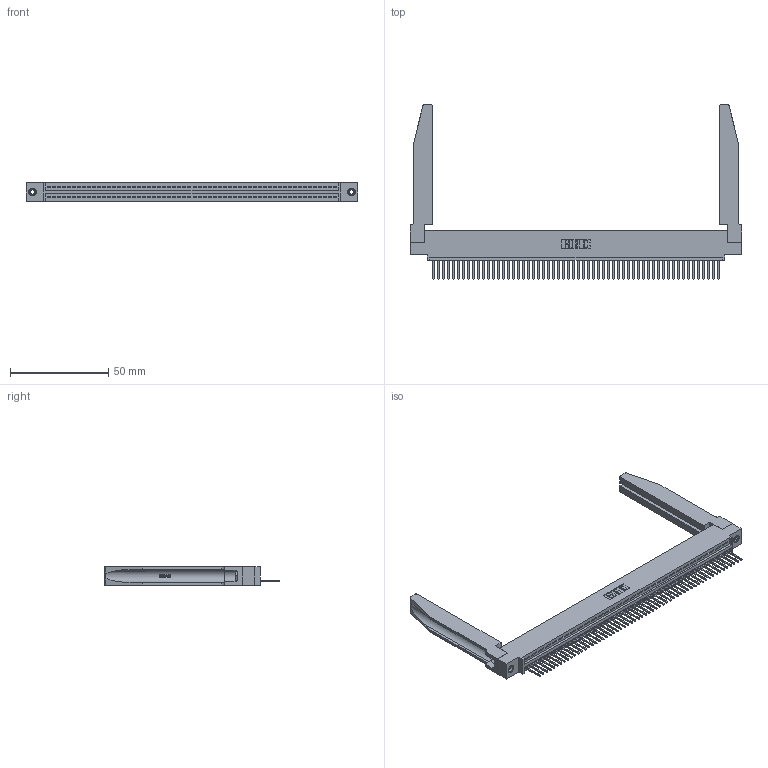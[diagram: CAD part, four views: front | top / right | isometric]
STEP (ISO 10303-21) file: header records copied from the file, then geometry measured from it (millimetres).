
FILE_DESCRIPTION (( 'STEP AP203' ), '1' );
FILE_NAME ('345-058-523-478.STEP', '2019-10-10T16:18:51', ( '' ), ( '' ), 'SwSTEP 2.0', 'SolidWorks 2016', '' );
FILE_SCHEMA (( 'CONFIG_CONTROL_DESIGN' ));
Length unit declared in the file: inch
Products named in the file (5): 345-220-078_345-220-078; 345-292-001_345-293-123; 345 Part_0.110 Offset - 0.156 Dia-TH; 345-058-523-478; 345-250-001_345-250-001-102
Assembly tree (63 placements, depth 2):
  345-058-523-478
    345 Part_0.110 Offset - 0.156 Dia-TH
    345-292-001_345-293-123  x58
    345-250-001_345-250-001-102  x2
    345-220-078_345-220-078  x2
Bounding box: 168.55 x 88.57 x 9.4 mm (x, y, z)
Volume: 23815.2 mm3; surface area: 28530.1 mm2
Topology: 63 solids, 63 shells, 3728 faces, 11169 edges, 7358 vertices
Faces by surface type: plane 2546, cylinder 1130, bspline 36, cone 12, torus 4
Entity records: 46388 total; most frequent: CARTESIAN_POINT 8933, ORIENTED_EDGE 7822, DIRECTION 6785, EDGE_CURVE 3911, VECTOR 3453, LINE 3453, VERTEX_POINT 2600, AXIS2_PLACEMENT_3D 1666
